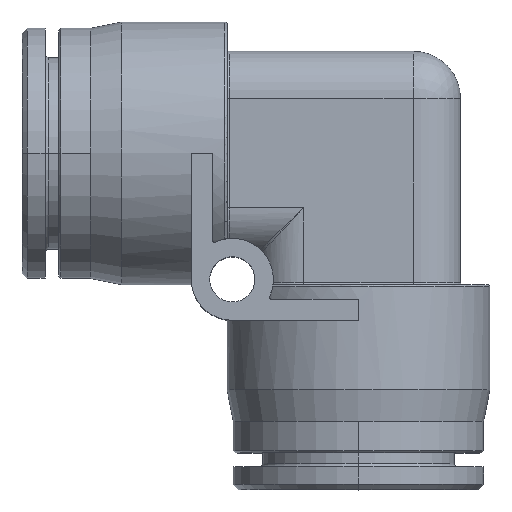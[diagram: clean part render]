
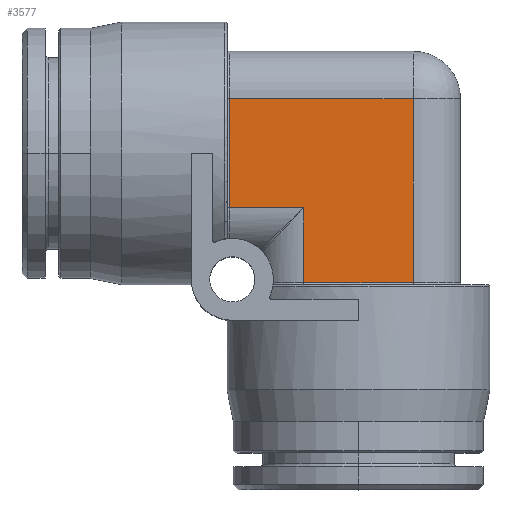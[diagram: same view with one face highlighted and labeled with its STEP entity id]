
A CAD part, top view. The second image highlights one B-rep face of the part: STEP entity #3577.
In plain terms, the highlighted planar face has unit normal (0, 0, 1).
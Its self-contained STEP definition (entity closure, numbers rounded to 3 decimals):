
#1321=DIRECTION('',(0.,1.,0.));
#1322=VECTOR('',#1321,10.4);
#1323=CARTESIAN_POINT('',(-12.3,-5.2,9.7));
#1324=LINE('',#1323,#1322);
#1325=DIRECTION('',(1.,0.,0.));
#1326=VECTOR('',#1325,17.5);
#1327=CARTESIAN_POINT('',(-12.3,5.2,9.7));
#1328=LINE('',#1327,#1326);
#1329=DIRECTION('',(0.,1.,0.));
#1330=VECTOR('',#1329,17.5);
#1331=CARTESIAN_POINT('',(5.2,-12.3,9.7));
#1332=LINE('',#1331,#1330);
#1333=DIRECTION('',(1.,0.,0.));
#1334=VECTOR('',#1333,10.4);
#1335=CARTESIAN_POINT('',(-5.2,-12.3,9.7));
#1336=LINE('',#1335,#1334);
#1337=DIRECTION('',(0.,1.,0.));
#1338=VECTOR('',#1337,7.1);
#1339=CARTESIAN_POINT('',(-5.2,-12.3,9.7));
#1340=LINE('',#1339,#1338);
#1341=DIRECTION('',(1.,0.,0.));
#1342=VECTOR('',#1341,7.1);
#1343=CARTESIAN_POINT('',(-12.3,-5.2,9.7));
#1344=LINE('',#1343,#1342);
#1377=CARTESIAN_POINT('',(-5.2,-5.2,9.7));
#1540=CARTESIAN_POINT('',(5.2,5.2,9.7));
#1541=VERTEX_POINT('',#1540);
#1614=CARTESIAN_POINT('',(-12.3,-5.2,9.7));
#1615=CARTESIAN_POINT('',(-12.3,5.2,9.7));
#1616=VERTEX_POINT('',#1614);
#1617=VERTEX_POINT('',#1615);
#1640=VERTEX_POINT('',#1377);
#1648=CARTESIAN_POINT('',(5.2,-12.3,9.7));
#1649=VERTEX_POINT('',#1648);
#1796=CARTESIAN_POINT('',(-5.2,-12.3,9.7));
#1797=VERTEX_POINT('',#1796);
#3560=CARTESIAN_POINT('',(9.7,-9.7,9.7));
#3561=DIRECTION('',(0.,0.,1.));
#3562=DIRECTION('',(0.,1.,0.));
#3563=AXIS2_PLACEMENT_3D('',#3560,#3561,#3562);
#3564=PLANE('',#3563);
#3565=ORIENTED_EDGE('',*,*,#3553,.T.);
#3566=ORIENTED_EDGE('',*,*,#3527,.T.);
#3568=ORIENTED_EDGE('',*,*,#3567,.F.);
#3570=ORIENTED_EDGE('',*,*,#3569,.F.);
#3572=ORIENTED_EDGE('',*,*,#3571,.T.);
#3574=ORIENTED_EDGE('',*,*,#3573,.F.);
#3575=EDGE_LOOP('',(#3565,#3566,#3568,#3570,#3572,#3574));
#3576=FACE_OUTER_BOUND('',#3575,.F.);
#3577=ADVANCED_FACE('',(#3576),#3564,.T.);
#3527=EDGE_CURVE('',#1617,#1541,#1328,.T.);
#3553=EDGE_CURVE('',#1616,#1617,#1324,.T.);
#3567=EDGE_CURVE('',#1649,#1541,#1332,.T.);
#3569=EDGE_CURVE('',#1797,#1649,#1336,.T.);
#3571=EDGE_CURVE('',#1797,#1640,#1340,.T.);
#3573=EDGE_CURVE('',#1616,#1640,#1344,.T.);
